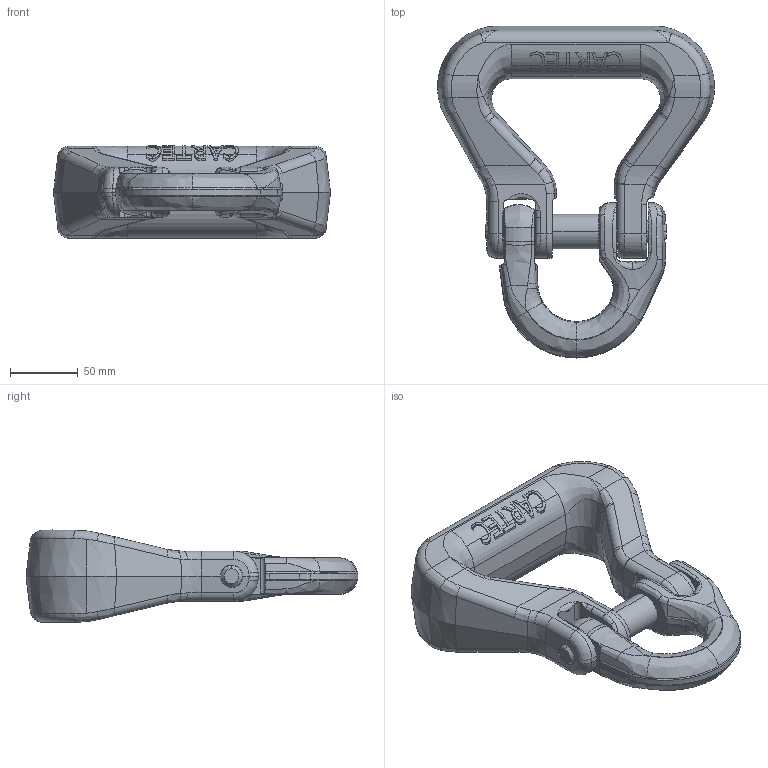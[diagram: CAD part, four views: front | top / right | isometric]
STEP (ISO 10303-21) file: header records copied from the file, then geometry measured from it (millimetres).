
FILE_DESCRIPTION(('STEP AP214'),'1');
FILE_NAME('cls_22.stp','2018-01-24T09:12:24',('TraceParts'),('TraceParts S.A.'),'Spatial InterOp 3D',' ',' ');
FILE_SCHEMA(('automotive_design'));
Length unit declared in the file: millimetre
Products named in the file (4): cls_22_1; cls_22_2; cls_22_3; cls_22_4
Bounding box: 205 x 245.5 x 68.35 mm (x, y, z)
Volume: 999692.1 mm3; surface area: 120703.9 mm2
Topology: 4 solids, 4 shells, 514 faces, 1424 edges, 902 vertices
Faces by surface type: bspline 238, plane 118, cylinder 114, cone 32, torus 12
Entity records: 31160 total; most frequent: CARTESIAN_POINT 15352, ORIENTED_EDGE 2820, DIRECTION 1954, EDGE_CURVE 1410, VERTEX_POINT 902, AXIS2_PLACEMENT_3D 766, EDGE_LOOP 526, STYLED_ITEM 518
